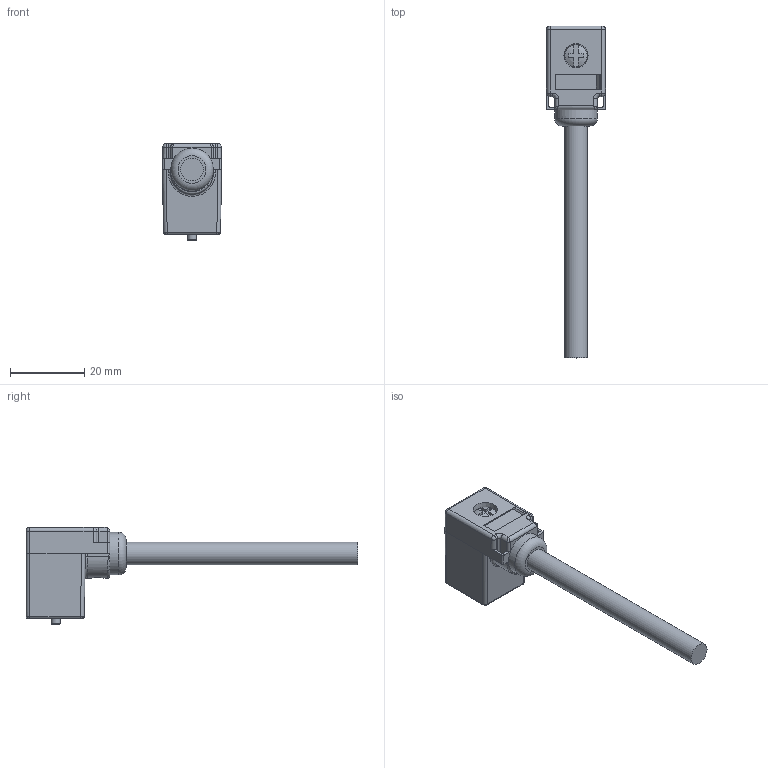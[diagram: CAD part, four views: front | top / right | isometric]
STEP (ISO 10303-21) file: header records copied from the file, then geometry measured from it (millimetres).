
FILE_DESCRIPTION(/* description */ (''),/* implementation_level */ '2;1');
FILE_NAME(/* name */ '5016282-VC22-Anschlussleitung-18-08-2014.stp',/* time_stamp */ '2016-11-15T09:39:35+01:00',/* author */ (''),/* organization */ (''),/* preprocessor_version */ 'ST-DEVELOPER v16',/* originating_system */ 'SIEMENS PLM Software NX 10.0',/* authorisation */ '');
FILE_SCHEMA (('AUTOMOTIVE_DESIGN { 1 0 10303 214 3 1 1 1 }'));
Length unit declared in the file: millimetre
Products named in the file (1): 5016282-VC22-Anschlussleitung-18-08-2014_stp
Bounding box: 16 x 89.65 x 26.2 mm (x, y, z)
Volume: 9138.3 mm3; surface area: 4101 mm2
Topology: 1 solids, 3 shells, 228 faces, 568 edges, 349 vertices
Faces by surface type: plane 124, cylinder 66, bspline 20, sphere 10, torus 5, cone 3
Full cylindrical faces by diameter (mm): 2.5 x1, 3.4 x1, 3.9 x1, 4.4 x1, 5.2 x1, 5.94 x1, 6 x1, 6.1 x1, 11.5 x1
Entity records: 7622 total; most frequent: CARTESIAN_POINT 2347, DIRECTION 1082, ORIENTED_EDGE 1066, EDGE_CURVE 533, AXIS2_PLACEMENT_3D 371, VERTEX_POINT 343, LINE 340, VECTOR 340
